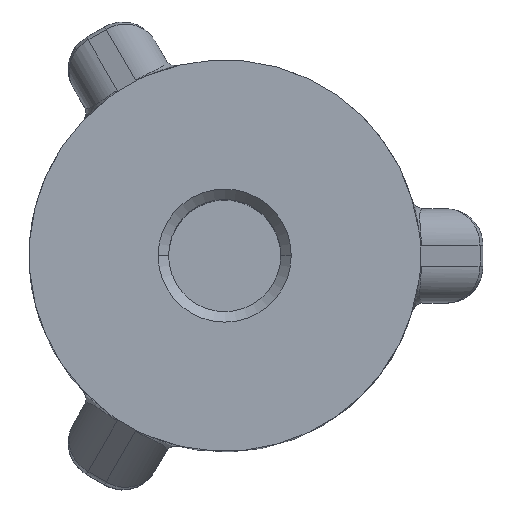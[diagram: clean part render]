
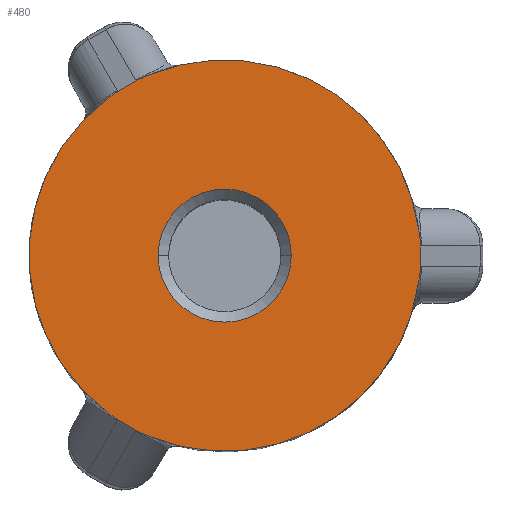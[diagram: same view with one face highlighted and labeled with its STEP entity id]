
A CAD part, top view. The second image highlights one B-rep face of the part: STEP entity #480.
In plain terms, the highlighted planar face has unit normal (0, 0, 1).
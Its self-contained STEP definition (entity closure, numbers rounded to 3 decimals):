
#26 = ORIENTED_EDGE ( 'NONE', *, *, #2136, .T. ) ;
#29 = CARTESIAN_POINT ( 'NONE',  ( 3.742, -0.351, 0. ) ) ;
#106 = CARTESIAN_POINT ( 'NONE',  ( 3.727, -0.42, 0. ) ) ;
#149 = CARTESIAN_POINT ( 'NONE',  ( -2.228, -3.018, 0. ) ) ;
#156 = B_SPLINE_CURVE_WITH_KNOTS ( 'NONE', 3,
 ( #2988, #106, #29, #3205 ),
 .UNSPECIFIED., .F., .F.,
 ( 4, 4 ),
 ( 0., 0. ),
 .UNSPECIFIED. ) ;
#230 = B_SPLINE_CURVE_WITH_KNOTS ( 'NONE', 3,
 ( #1449, #1109, #1407, #309 ),
 .UNSPECIFIED., .F., .F.,
 ( 4, 4 ),
 ( 0., 0. ),
 .UNSPECIFIED. ) ;
#309 = CARTESIAN_POINT ( 'NONE',  ( -2.284, 2.974, 0. ) ) ;
#356 = CARTESIAN_POINT ( 'NONE',  ( 3.75, 0., 0. ) ) ;
#375 = CARTESIAN_POINT ( 'NONE',  ( 1.275, 0., 0. ) ) ;
#405 = VERTEX_POINT ( 'NONE', #3671 ) ;
#480 = ADVANCED_FACE ( 'NONE', ( #1541, #1809 ), #2076, .T. ) ;
#493 = CARTESIAN_POINT ( 'NONE',  ( -2.284, -2.974, 0. ) ) ;
#518 = DIRECTION ( 'NONE',  ( 0., 0., -1. ) ) ;
#546 = CARTESIAN_POINT ( 'NONE',  ( 3.75, 0.28, 0. ) ) ;
#589 = VERTEX_POINT ( 'NONE', #1961 ) ;
#671 = CARTESIAN_POINT ( 'NONE',  ( 3.75, -0.28, 0. ) ) ;
#684 = ORIENTED_EDGE ( 'NONE', *, *, #3195, .T. ) ;
#761 = LINE ( 'NONE', #1368, #2825 ) ;
#764 = EDGE_CURVE ( 'NONE', #979, #1006, #3011, .T. ) ;
#798 = CARTESIAN_POINT ( 'NONE',  ( -1.096, 3.698, 0. ) ) ;
#834 = CARTESIAN_POINT ( 'NONE',  ( 0., 0., 0. ) ) ;
#863 = CARTESIAN_POINT ( 'NONE',  ( -1.632, -3.388, 0. ) ) ;
#886 = CARTESIAN_POINT ( 'NONE',  ( 3.718, 0.491, 0. ) ) ;
#892 = CIRCLE ( 'NONE', #1574, 3.75 ) ;
#950 = EDGE_CURVE ( 'NONE', #2852, #1494, #892, .T. ) ;
#968 = ORIENTED_EDGE ( 'NONE', *, *, #1769, .T. ) ;
#979 = VERTEX_POINT ( 'NONE', #375 ) ;
#1006 = VERTEX_POINT ( 'NONE', #2388 ) ;
#1013 = EDGE_CURVE ( 'NONE', #589, #1988, #3197, .T. ) ;
#1064 = DIRECTION ( 'NONE',  ( 0.866, -0.5, 0. ) ) ;
#1109 = CARTESIAN_POINT ( 'NONE',  ( -2.175, 3.066, 0. ) ) ;
#1186 = AXIS2_PLACEMENT_3D ( 'NONE', #3310, #1889, #3049 ) ;
#1188 = CARTESIAN_POINT ( 'NONE',  ( 3.75, 0.28, 0. ) ) ;
#1220 = VERTEX_POINT ( 'NONE', #2651 ) ;
#1236 = VECTOR ( 'NONE', #2547, 1000. ) ;
#1252 = VERTEX_POINT ( 'NONE', #3428 ) ;
#1286 = DIRECTION ( 'NONE',  ( 1., 0., 0. ) ) ;
#1290 = CARTESIAN_POINT ( 'NONE',  ( -2.118, -3.107, 0. ) ) ;
#1368 = CARTESIAN_POINT ( 'NONE',  ( -2.654, -2.798, 0. ) ) ;
#1407 = CARTESIAN_POINT ( 'NONE',  ( -2.228, 3.018, 0. ) ) ;
#1413 = EDGE_LOOP ( 'NONE', ( #2729, #26 ) ) ;
#1449 = CARTESIAN_POINT ( 'NONE',  ( -2.118, 3.107, 0. ) ) ;
#1459 = CARTESIAN_POINT ( 'NONE',  ( 0., 0., 0. ) ) ;
#1494 = VERTEX_POINT ( 'NONE', #1888 ) ;
#1508 = CARTESIAN_POINT ( 'NONE',  ( 3.75, -0.9, 0. ) ) ;
#1522 = VERTEX_POINT ( 'NONE', #546 ) ;
#1527 = DIRECTION ( 'NONE',  ( 0., 1., 0. ) ) ;
#1541 = FACE_BOUND ( 'NONE', #1413, .T. ) ;
#1545 = DIRECTION ( 'NONE',  ( 0., 0., 1. ) ) ;
#1559 = AXIS2_PLACEMENT_3D ( 'NONE', #2391, #1833, #2992 ) ;
#1574 = AXIS2_PLACEMENT_3D ( 'NONE', #834, #2002, #3452 ) ;
#1579 = CARTESIAN_POINT ( 'NONE',  ( 3.718, -0.491, 0. ) ) ;
#1608 = EDGE_CURVE ( 'NONE', #1522, #2852, #2378, .T. ) ;
#1685 = VERTEX_POINT ( 'NONE', #1579 ) ;
#1689 = ORIENTED_EDGE ( 'NONE', *, *, #2293, .T. ) ;
#1769 = EDGE_CURVE ( 'NONE', #3043, #1252, #2005, .T. ) ;
#1783 = CARTESIAN_POINT ( 'NONE',  ( -1.434, -3.465, 0. ) ) ;
#1809 = FACE_OUTER_BOUND ( 'NONE', #2163, .T. ) ;
#1829 = CARTESIAN_POINT ( 'NONE',  ( -2.118, 3.107, 0. ) ) ;
#1833 = DIRECTION ( 'NONE',  ( 0., 0., -1. ) ) ;
#1888 = CARTESIAN_POINT ( 'NONE',  ( -1.434, 3.465, 0. ) ) ;
#1889 = DIRECTION ( 'NONE',  ( 0., 0., 1. ) ) ;
#1898 = VERTEX_POINT ( 'NONE', #671 ) ;
#1918 = CARTESIAN_POINT ( 'NONE',  ( -2.175, -3.066, 0. ) ) ;
#1961 = CARTESIAN_POINT ( 'NONE',  ( -2.284, 2.974, 0. ) ) ;
#1988 = VERTEX_POINT ( 'NONE', #2495 ) ;
#2002 = DIRECTION ( 'NONE',  ( 0., 0., 1. ) ) ;
#2005 = B_SPLINE_CURVE_WITH_KNOTS ( 'NONE', 3,
 ( #863, #2340, #3494, #1783 ),
 .UNSPECIFIED., .F., .F.,
 ( 4, 4 ),
 ( 0., 0. ),
 .UNSPECIFIED. ) ;
#2049 = ORIENTED_EDGE ( 'NONE', *, *, #2452, .T. ) ;
#2072 = CARTESIAN_POINT ( 'NONE',  ( 3.742, 0.351, 0. ) ) ;
#2076 = PLANE ( 'NONE',  #3382 ) ;
#2087 = CARTESIAN_POINT ( 'NONE',  ( 3.727, 0.42, 0. ) ) ;
#2136 = EDGE_CURVE ( 'NONE', #1006, #979, #2538, .T. ) ;
#2155 = CARTESIAN_POINT ( 'NONE',  ( 0., 0., 0. ) ) ;
#2163 = EDGE_LOOP ( 'NONE', ( #2668, #1689, #3227, #968, #2207, #2049, #3567, #3705, #2980, #3752, #684, #3656 ) ) ;
#2207 = ORIENTED_EDGE ( 'NONE', *, *, #2656, .T. ) ;
#2262 = EDGE_CURVE ( 'NONE', #1494, #1220, #3067, .T. ) ;
#2293 = EDGE_CURVE ( 'NONE', #1988, #405, #3231, .T. ) ;
#2340 = CARTESIAN_POINT ( 'NONE',  ( -1.567, -3.416, 0. ) ) ;
#2366 = LINE ( 'NONE', #1508, #3488 ) ;
#2378 = B_SPLINE_CURVE_WITH_KNOTS ( 'NONE', 3,
 ( #1188, #2072, #2087, #886 ),
 .UNSPECIFIED., .F., .F.,
 ( 4, 4 ),
 ( 0., 0. ),
 .UNSPECIFIED. ) ;
#2388 = CARTESIAN_POINT ( 'NONE',  ( -1.275, 0., 0. ) ) ;
#2391 = CARTESIAN_POINT ( 'NONE',  ( 0., 0., 0. ) ) ;
#2395 = CARTESIAN_POINT ( 'NONE',  ( 3.718, 0.491, 0. ) ) ;
#2425 = DIRECTION ( 'NONE',  ( 0., 0., 1. ) ) ;
#2452 = EDGE_CURVE ( 'NONE', #1685, #1898, #156, .T. ) ;
#2495 = CARTESIAN_POINT ( 'NONE',  ( -2.284, -2.974, 0. ) ) ;
#2535 = VERTEX_POINT ( 'NONE', #1829 ) ;
#2538 = CIRCLE ( 'NONE', #1559, 1.275 ) ;
#2547 = DIRECTION ( 'NONE',  ( -0.866, -0.5, 0. ) ) ;
#2578 = EDGE_CURVE ( 'NONE', #1898, #1522, #2366, .T. ) ;
#2651 = CARTESIAN_POINT ( 'NONE',  ( -1.632, 3.388, 0. ) ) ;
#2655 = AXIS2_PLACEMENT_3D ( 'NONE', #1459, #518, #3721 ) ;
#2656 = EDGE_CURVE ( 'NONE', #1252, #1685, #2842, .T. ) ;
#2668 = ORIENTED_EDGE ( 'NONE', *, *, #1013, .T. ) ;
#2670 = AXIS2_PLACEMENT_3D ( 'NONE', #2155, #1545, #1286 ) ;
#2729 = ORIENTED_EDGE ( 'NONE', *, *, #764, .T. ) ;
#2748 = DIRECTION ( 'NONE',  ( 1., 0., 0. ) ) ;
#2806 = CARTESIAN_POINT ( 'NONE',  ( -1.567, 3.416, 0. ) ) ;
#2825 = VECTOR ( 'NONE', #1064, 1000. ) ;
#2842 = CIRCLE ( 'NONE', #1186, 3.75 ) ;
#2852 = VERTEX_POINT ( 'NONE', #2395 ) ;
#2884 = CARTESIAN_POINT ( 'NONE',  ( -1.632, -3.388, 0. ) ) ;
#2980 = ORIENTED_EDGE ( 'NONE', *, *, #950, .T. ) ;
#2988 = CARTESIAN_POINT ( 'NONE',  ( 3.718, -0.491, 0. ) ) ;
#2992 = DIRECTION ( 'NONE',  ( 1., 0., 0. ) ) ;
#3011 = CIRCLE ( 'NONE', #2655, 1.275 ) ;
#3043 = VERTEX_POINT ( 'NONE', #2884 ) ;
#3049 = DIRECTION ( 'NONE',  ( 1., 0., 0. ) ) ;
#3067 = B_SPLINE_CURVE_WITH_KNOTS ( 'NONE', 3,
 ( #3648, #3684, #2806, #3376 ),
 .UNSPECIFIED., .F., .F.,
 ( 4, 4 ),
 ( 0., 0. ),
 .UNSPECIFIED. ) ;
#3195 = EDGE_CURVE ( 'NONE', #1220, #2535, #3649, .T. ) ;
#3197 = CIRCLE ( 'NONE', #2670, 3.75 ) ;
#3205 = CARTESIAN_POINT ( 'NONE',  ( 3.75, -0.28, 0. ) ) ;
#3227 = ORIENTED_EDGE ( 'NONE', *, *, #3495, .T. ) ;
#3231 = B_SPLINE_CURVE_WITH_KNOTS ( 'NONE', 3,
 ( #493, #149, #1918, #1290 ),
 .UNSPECIFIED., .F., .F.,
 ( 4, 4 ),
 ( 0., 0. ),
 .UNSPECIFIED. ) ;
#3275 = EDGE_CURVE ( 'NONE', #2535, #589, #230, .T. ) ;
#3310 = CARTESIAN_POINT ( 'NONE',  ( 0., 0., 0. ) ) ;
#3376 = CARTESIAN_POINT ( 'NONE',  ( -1.632, 3.388, 0. ) ) ;
#3382 = AXIS2_PLACEMENT_3D ( 'NONE', #356, #2425, #2748 ) ;
#3428 = CARTESIAN_POINT ( 'NONE',  ( -1.434, -3.465, 0. ) ) ;
#3452 = DIRECTION ( 'NONE',  ( 1., 0., 0. ) ) ;
#3488 = VECTOR ( 'NONE', #1527, 1000. ) ;
#3494 = CARTESIAN_POINT ( 'NONE',  ( -1.5, -3.438, 0. ) ) ;
#3495 = EDGE_CURVE ( 'NONE', #405, #3043, #761, .T. ) ;
#3567 = ORIENTED_EDGE ( 'NONE', *, *, #2578, .T. ) ;
#3648 = CARTESIAN_POINT ( 'NONE',  ( -1.434, 3.465, 0. ) ) ;
#3649 = LINE ( 'NONE', #798, #1236 ) ;
#3656 = ORIENTED_EDGE ( 'NONE', *, *, #3275, .T. ) ;
#3671 = CARTESIAN_POINT ( 'NONE',  ( -2.118, -3.107, 0. ) ) ;
#3684 = CARTESIAN_POINT ( 'NONE',  ( -1.5, 3.438, 0. ) ) ;
#3705 = ORIENTED_EDGE ( 'NONE', *, *, #1608, .T. ) ;
#3721 = DIRECTION ( 'NONE',  ( 1., 0., 0. ) ) ;
#3752 = ORIENTED_EDGE ( 'NONE', *, *, #2262, .T. ) ;
